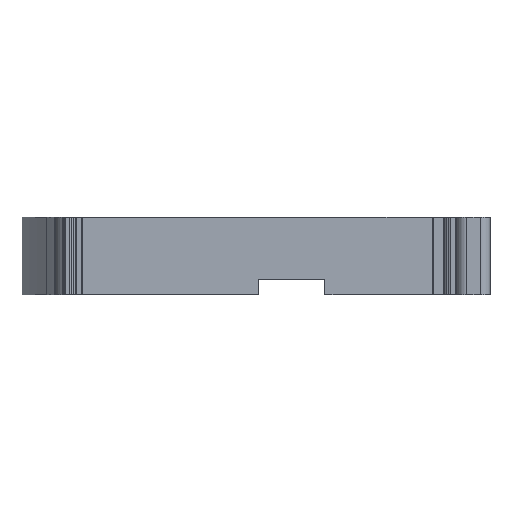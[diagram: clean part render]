
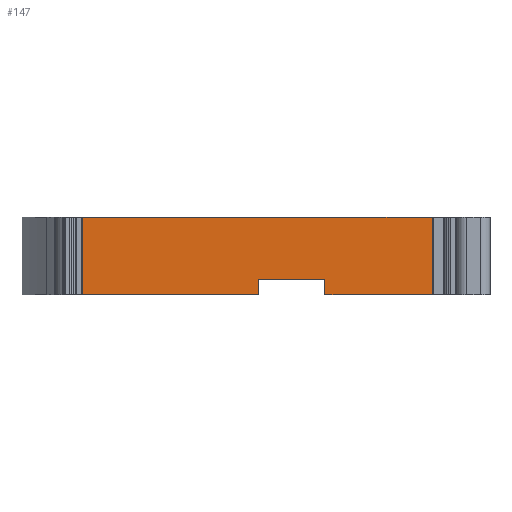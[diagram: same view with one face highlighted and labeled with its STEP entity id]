
A CAD part, left-side view. The second image highlights one B-rep face of the part: STEP entity #147.
In plain terms, the highlighted planar face has unit normal (-1, 0, 0).
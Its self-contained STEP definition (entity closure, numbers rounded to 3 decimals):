
#147=ADVANCED_FACE('',(#496),#497,.F.);
#496=FACE_OUTER_BOUND('',#1156,.T.);
#497=PLANE('',#1157);
#1156=EDGE_LOOP('',(#1840,#1841,#1842,#1843,#1844,#1845,#1846,#1847));
#1157=AXIS2_PLACEMENT_3D('',#1848,#1849,#1850);
#1840=ORIENTED_EDGE('',*,*,#4705,.F.);
#1841=ORIENTED_EDGE('',*,*,#4706,.T.);
#1842=ORIENTED_EDGE('',*,*,#4707,.F.);
#1843=ORIENTED_EDGE('',*,*,#4708,.F.);
#1844=ORIENTED_EDGE('',*,*,#4709,.T.);
#1845=ORIENTED_EDGE('',*,*,#4710,.T.);
#1846=ORIENTED_EDGE('',*,*,#4711,.F.);
#1847=ORIENTED_EDGE('',*,*,#4712,.T.);
#1848=CARTESIAN_POINT('',(136.825,199.235,35.0));
#1849=DIRECTION('',(1.0,0.,0.0));
#1850=DIRECTION('',(0.,1.0,0.0));
#4705=EDGE_CURVE('',#5709,#5710,#5711,.T.);
#4706=EDGE_CURVE('',#5709,#5712,#5713,.T.);
#4707=EDGE_CURVE('',#5714,#5712,#5715,.T.);
#4708=EDGE_CURVE('',#5716,#5714,#5717,.T.);
#4709=EDGE_CURVE('',#5716,#5718,#5719,.T.);
#4710=EDGE_CURVE('',#5718,#5720,#5721,.T.);
#4711=EDGE_CURVE('',#5722,#5720,#5723,.T.);
#4712=EDGE_CURVE('',#5722,#5710,#5724,.T.);
#5709=VERTEX_POINT('',#7295);
#5710=VERTEX_POINT('',#7296);
#5711=LINE('',#7297,#7298);
#5712=VERTEX_POINT('',#7299);
#5713=LINE('',#7300,#7301);
#5714=VERTEX_POINT('',#7302);
#5715=LINE('',#7303,#7304);
#5716=VERTEX_POINT('',#7305);
#5717=LINE('',#7306,#7307);
#5718=VERTEX_POINT('',#7308);
#5719=LINE('',#7309,#7310);
#5720=VERTEX_POINT('',#7311);
#5721=LINE('',#7312,#7313);
#5722=VERTEX_POINT('',#7314);
#5723=LINE('',#7315,#7316);
#5724=LINE('',#7317,#7318);
#7295=CARTESIAN_POINT('',(136.825,73.5,0.0));
#7296=CARTESIAN_POINT('',(136.825,73.5,7.0));
#7297=CARTESIAN_POINT('',(136.825,73.5,35.0));
#7298=VECTOR('',#9393,1.0);
#7299=CARTESIAN_POINT('',(136.825,20.27,0.0));
#7300=CARTESIAN_POINT('',(136.825,199.235,0.0));
#7301=VECTOR('',#9394,1.0);
#7302=CARTESIAN_POINT('',(136.825,20.27,35.0));
#7303=CARTESIAN_POINT('',(136.825,20.27,35.0));
#7304=VECTOR('',#9395,1.0);
#7305=CARTESIAN_POINT('',(136.825,199.235,35.0));
#7306=CARTESIAN_POINT('',(136.825,199.235,35.0));
#7307=VECTOR('',#9396,1.0);
#7308=CARTESIAN_POINT('',(136.825,199.235,0.0));
#7309=CARTESIAN_POINT('',(136.825,199.235,35.0));
#7310=VECTOR('',#9397,1.0);
#7311=CARTESIAN_POINT('',(136.825,103.5,0.0));
#7312=CARTESIAN_POINT('',(136.825,199.235,0.0));
#7313=VECTOR('',#9398,1.0);
#7314=CARTESIAN_POINT('',(136.825,103.5,7.0));
#7315=CARTESIAN_POINT('',(136.825,103.5,35.0));
#7316=VECTOR('',#9399,1.0);
#7317=CARTESIAN_POINT('',(136.825,199.235,7.0));
#7318=VECTOR('',#9400,1.0);
#9393=DIRECTION('',(0.0,0.0,1.0));
#9394=DIRECTION('',(0.,-1.0,0.0));
#9395=DIRECTION('',(0.0,0.0,-1.0));
#9396=DIRECTION('',(0.,-1.0,0.0));
#9397=DIRECTION('',(0.0,0.0,-1.0));
#9398=DIRECTION('',(0.,-1.0,0.0));
#9399=DIRECTION('',(0.0,0.0,-1.0));
#9400=DIRECTION('',(0.,-1.0,0.0));
